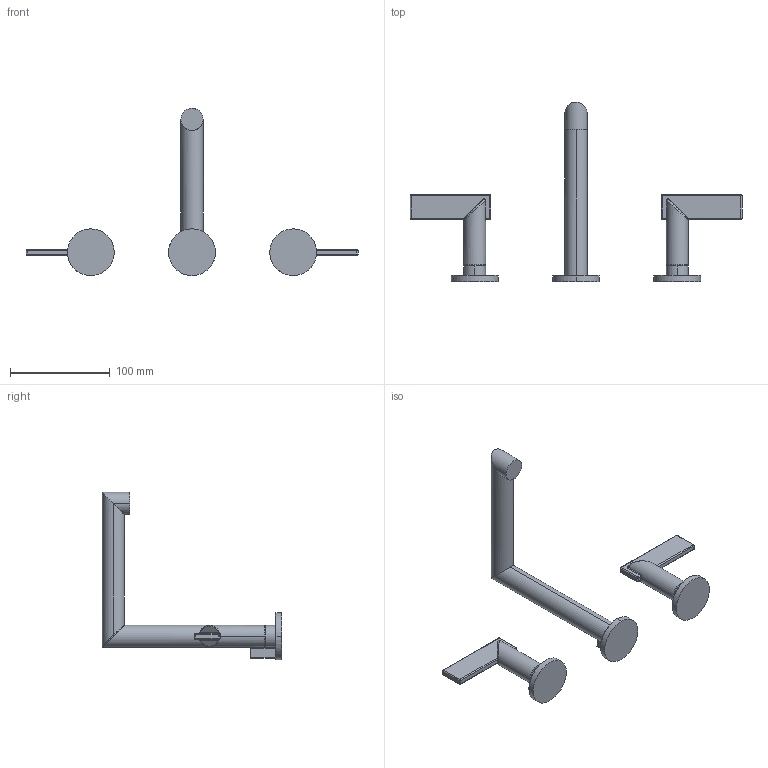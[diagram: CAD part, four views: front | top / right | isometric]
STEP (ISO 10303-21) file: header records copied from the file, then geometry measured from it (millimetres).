
FILE_DESCRIPTION((''),'2;1');
FILE_NAME('2490','2020-11-27T11:51:02',('jinson.thomas'),(''),'CREO PARAMETRIC BY PTC INC, 2018400','CREO PARAMETRIC BY PTC INC, 2018400','');
FILE_SCHEMA(('CONFIG_CONTROL_DESIGN'));
Length unit declared in the file: inch
Products named in the file (1): 2490
Bounding box: 333.25 x 180.06 x 167.96 mm (x, y, z)
Volume: 227126.4 mm3; surface area: 54489.6 mm2
Topology: 3 solids, 3 shells, 163 faces, 380 edges, 214 vertices
Faces by surface type: cylinder 68, plane 35, bspline 24, sphere 20, torus 12, extrusion 4
Entity records: 6366 total; most frequent: CARTESIAN_POINT 2827, DIRECTION 744, ORIENTED_EDGE 720, EDGE_CURVE 360, AXIS2_PLACEMENT_3D 313, VERTEX_POINT 214, EDGE_LOOP 174, CIRCLE 174
